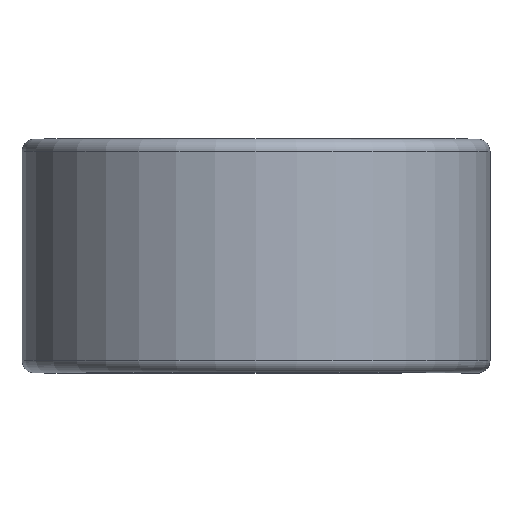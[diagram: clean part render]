
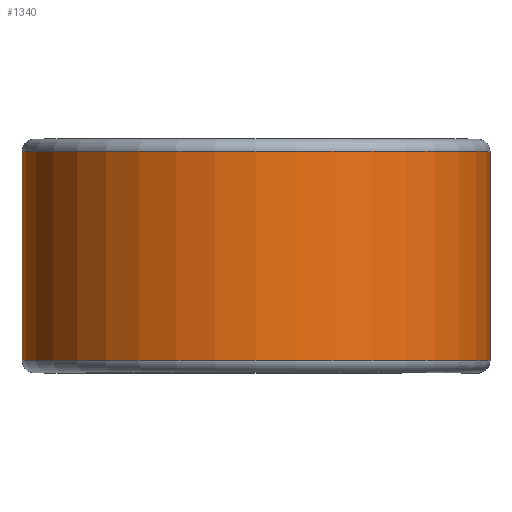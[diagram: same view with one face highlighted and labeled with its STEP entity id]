
A CAD part, top view. The second image highlights one B-rep face of the part: STEP entity #1340.
In plain terms, the highlighted cylindrical face has radius 14.3 mm (diameter 28.6 mm), a partial arc.
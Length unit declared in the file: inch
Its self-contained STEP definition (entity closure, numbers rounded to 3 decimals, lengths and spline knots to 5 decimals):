
#41 = CARTESIAN_POINT ( 'NONE',  ( 0.563, 0.25125, 0. ) ) ;
#107 = ORIENTED_EDGE ( 'NONE', *, *, #888, .T. ) ;
#139 = AXIS2_PLACEMENT_3D ( 'NONE', #606, #2049, #433 ) ;
#146 = DIRECTION ( 'NONE',  ( 0., 0., -1. ) ) ;
#239 = ORIENTED_EDGE ( 'NONE', *, *, #1882, .F. ) ;
#243 = EDGE_CURVE ( 'NONE', #1334, #1267, #1630, .T. ) ;
#433 = DIRECTION ( 'NONE',  ( 0., 0., -1. ) ) ;
#551 = EDGE_LOOP ( 'NONE', ( #927, #107, #1915, #239 ) ) ;
#606 = CARTESIAN_POINT ( 'NONE',  ( 0., 0.25125, 0. ) ) ;
#804 = EDGE_CURVE ( 'NONE', #2095, #2321, #1678, .T. ) ;
#888 = EDGE_CURVE ( 'NONE', #2321, #1267, #1186, .T. ) ;
#927 = ORIENTED_EDGE ( 'NONE', *, *, #804, .T. ) ;
#1033 = CYLINDRICAL_SURFACE ( 'NONE', #1324, 0.563 ) ;
#1085 = CIRCLE ( 'NONE', #1830, 0.563 ) ;
#1131 = DIRECTION ( 'NONE',  ( 0., 1., 0. ) ) ;
#1186 = CIRCLE ( 'NONE', #139, 0.563 ) ;
#1218 = CARTESIAN_POINT ( 'NONE',  ( 0., 0.25125, -0.563 ) ) ;
#1264 = CARTESIAN_POINT ( 'NONE',  ( 0., 0.25125, -0.563 ) ) ;
#1267 = VERTEX_POINT ( 'NONE', #1218 ) ;
#1324 = AXIS2_PLACEMENT_3D ( 'NONE', #2323, #1963, #1569 ) ;
#1334 = VERTEX_POINT ( 'NONE', #1621 ) ;
#1340 = ADVANCED_FACE ( 'NONE', ( #1411 ), #1033, .T. ) ;
#1411 = FACE_OUTER_BOUND ( 'NONE', #551, .T. ) ;
#1424 = DIRECTION ( 'NONE',  ( 0., -1., 0. ) ) ;
#1487 = DIRECTION ( 'NONE',  ( 0., 1., 0. ) ) ;
#1569 = DIRECTION ( 'NONE',  ( 0., 0., -1. ) ) ;
#1621 = CARTESIAN_POINT ( 'NONE',  ( 0., -0.25125, -0.563 ) ) ;
#1622 = CARTESIAN_POINT ( 'NONE',  ( 0.563, -0.25125, 0. ) ) ;
#1630 = LINE ( 'NONE', #1264, #2210 ) ;
#1678 = LINE ( 'NONE', #1862, #1744 ) ;
#1744 = VECTOR ( 'NONE', #1131, 39.37008 ) ;
#1830 = AXIS2_PLACEMENT_3D ( 'NONE', #2338, #1424, #146 ) ;
#1862 = CARTESIAN_POINT ( 'NONE',  ( 0.563, 0.25125, 0. ) ) ;
#1882 = EDGE_CURVE ( 'NONE', #2095, #1334, #1085, .T. ) ;
#1915 = ORIENTED_EDGE ( 'NONE', *, *, #243, .F. ) ;
#1963 = DIRECTION ( 'NONE',  ( 0., -1., 0. ) ) ;
#2049 = DIRECTION ( 'NONE',  ( 0., -1., 0. ) ) ;
#2095 = VERTEX_POINT ( 'NONE', #1622 ) ;
#2210 = VECTOR ( 'NONE', #1487, 39.37008 ) ;
#2321 = VERTEX_POINT ( 'NONE', #41 ) ;
#2323 = CARTESIAN_POINT ( 'NONE',  ( 0., 0.25, 0. ) ) ;
#2338 = CARTESIAN_POINT ( 'NONE',  ( 0., -0.25125, 0. ) ) ;
